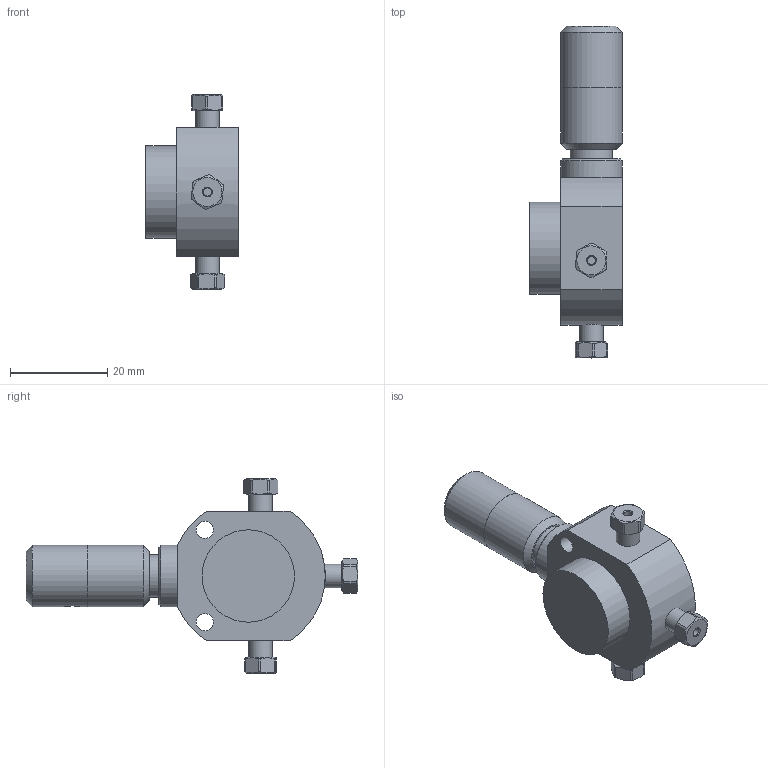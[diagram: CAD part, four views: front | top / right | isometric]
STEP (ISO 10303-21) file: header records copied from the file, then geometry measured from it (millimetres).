
FILE_DESCRIPTION((''),'2;1');
FILE_NAME('312328-SFVL Prime Purge valve manual.stp','2013-08-26T15:40:10',('Franzp'),(''),'Autodesk Inventor 2013','Autodesk Inventor 2013','');
FILE_SCHEMA(('AUTOMOTIVE_DESIGN { 1 0 10303 214 1 1 1 1 }'));
Length unit declared in the file: millimetre
Products named in the file (1): 312328_Shrinkwrap_1
Bounding box: 19.05 x 68.43 x 40.15 mm (x, y, z)
Surface area: 6200.2 mm2 (no closed solid volume)
Topology: 0 solids, 13 shells, 92 faces, 240 edges, 163 vertices
Faces by surface type: plane 42, cylinder 36, cone 14
Full cylindrical faces by diameter (mm): 1.727 x3, 2.819 x1, 3.556 x2, 4.826 x3, 8.74 x1, 9.525 x1, 12.68 x1, 12.7 x2, 19.05 x1
Entity records: 2854 total; most frequent: CARTESIAN_POINT 614, DIRECTION 436, ORIENTED_EDGE 367, EDGE_CURVE 198, AXIS2_PLACEMENT_3D 185, VERTEX_POINT 150, EDGE_LOOP 139, CIRCLE 92
